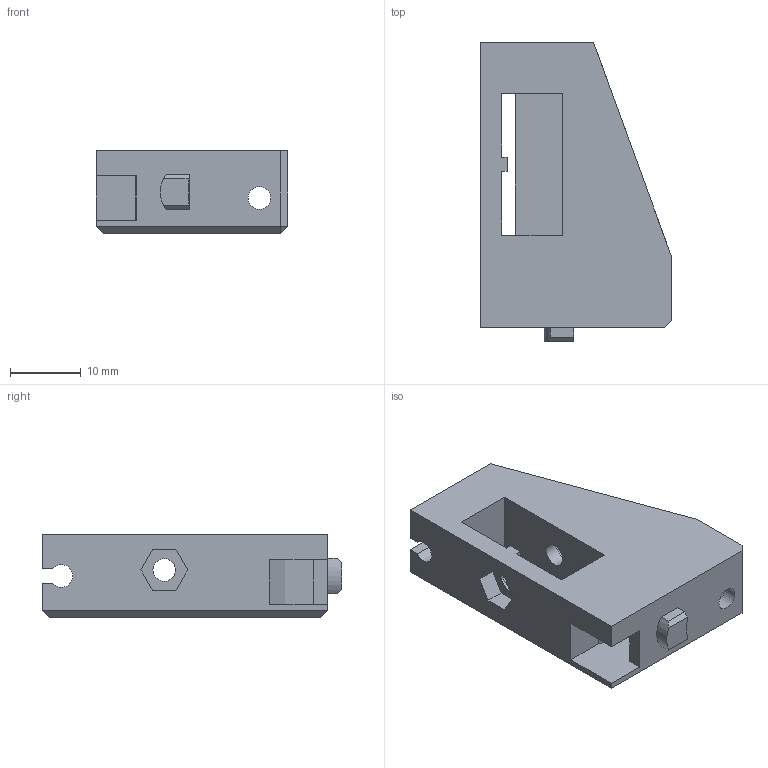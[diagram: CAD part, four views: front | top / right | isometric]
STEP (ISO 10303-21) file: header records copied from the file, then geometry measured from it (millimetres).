
FILE_DESCRIPTION(/* description */ ('STEP AP242','CAx-IF Rec.Pracs.---Representation and Presentation of Product Manufacturing Information (PMI)---4.0---2014-10-13','CAx-IF Rec.Pracs.---3D Tessellated Geometry---0.4---2014-09-14','2;1'),/* implementation_level */ '2;1');
FILE_NAME(/* name */ '658bd1ceaf66f6637d1981d3',/* time_stamp */ '2023-12-27T07:27:11Z',/* author */ (''),/* organization */ (''),/* preprocessor_version */ 'ST-DEVELOPER v19.4',/* originating_system */ ' ',/* authorisation */ ' ');
FILE_SCHEMA (('AP242_MANAGED_MODEL_BASED_3D_ENGINEERING_MIM_LF { 1 0 10303 442 1 1 4 }'));
Length unit declared in the file: metre
Products named in the file (1): male-belt-holder
Bounding box: 27 x 42.2 x 11.7 mm (x, y, z)
Volume: 7071.9 mm3; surface area: 4716.9 mm2
Topology: 1 solids, 1 shells, 63 faces, 172 edges, 113 vertices
Faces by surface type: plane 54, cylinder 9
Full cylindrical faces by diameter (mm): 3.2 x3, 6.5 x2
Entity records: 1950 total; most frequent: CARTESIAN_POINT 347, ORIENTED_EDGE 324, DIRECTION 314, EDGE_CURVE 162, LINE 136, VECTOR 136, VERTEX_POINT 108, AXIS2_PLACEMENT_3D 89
